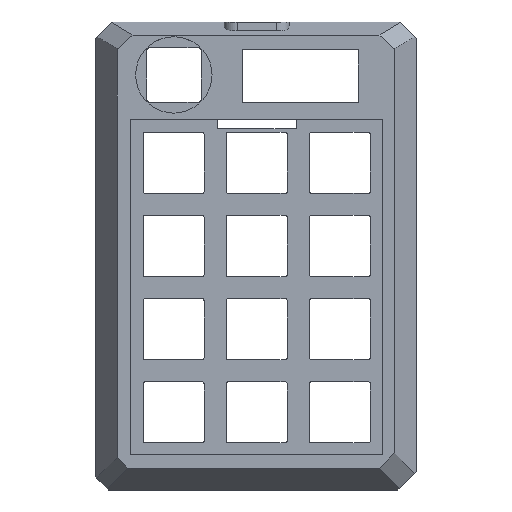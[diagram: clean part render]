
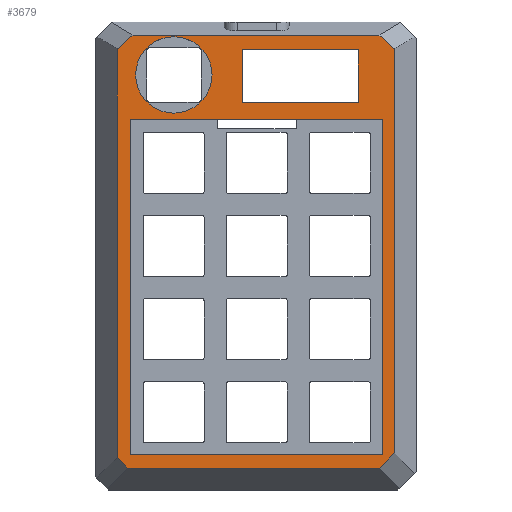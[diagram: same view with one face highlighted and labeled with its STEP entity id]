
A CAD part, top view. The second image highlights one B-rep face of the part: STEP entity #3679.
In plain terms, the highlighted planar face has unit normal (0, 0, 1).
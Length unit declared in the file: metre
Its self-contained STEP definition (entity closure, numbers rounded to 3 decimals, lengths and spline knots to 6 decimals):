
#81=CIRCLE('',#3886,0.00875);
#215=ORIENTED_EDGE('',*,*,#1323,.T.);
#216=ORIENTED_EDGE('',*,*,#1324,.T.);
#217=ORIENTED_EDGE('',*,*,#1325,.F.);
#218=ORIENTED_EDGE('',*,*,#1326,.F.);
#219=ORIENTED_EDGE('',*,*,#1327,.F.);
#220=ORIENTED_EDGE('',*,*,#1328,.T.);
#221=ORIENTED_EDGE('',*,*,#1329,.T.);
#222=ORIENTED_EDGE('',*,*,#1330,.T.);
#223=ORIENTED_EDGE('',*,*,#1331,.T.);
#224=ORIENTED_EDGE('',*,*,#1332,.T.);
#225=ORIENTED_EDGE('',*,*,#1333,.T.);
#226=ORIENTED_EDGE('',*,*,#1334,.T.);
#227=ORIENTED_EDGE('',*,*,#1335,.T.);
#228=ORIENTED_EDGE('',*,*,#1336,.T.);
#229=ORIENTED_EDGE('',*,*,#1337,.F.);
#230=ORIENTED_EDGE('',*,*,#1338,.F.);
#231=ORIENTED_EDGE('',*,*,#1339,.T.);
#1323=EDGE_CURVE('',#1877,#1878,#2249,.T.);
#1324=EDGE_CURVE('',#1878,#1879,#2250,.T.);
#1325=EDGE_CURVE('',#1880,#1879,#2251,.T.);
#1326=EDGE_CURVE('',#1877,#1880,#2252,.T.);
#1327=EDGE_CURVE('',#1881,#1881,#81,.T.);
#1328=EDGE_CURVE('',#1882,#1883,#2253,.T.);
#1329=EDGE_CURVE('',#1883,#1884,#2254,.T.);
#1330=EDGE_CURVE('',#1884,#1885,#2255,.T.);
#1331=EDGE_CURVE('',#1885,#1886,#2256,.T.);
#1332=EDGE_CURVE('',#1886,#1887,#2257,.T.);
#1333=EDGE_CURVE('',#1887,#1888,#2258,.F.);
#1334=EDGE_CURVE('',#1888,#1889,#2259,.T.);
#1335=EDGE_CURVE('',#1889,#1882,#2260,.F.);
#1336=EDGE_CURVE('',#1890,#1891,#2261,.T.);
#1337=EDGE_CURVE('',#1892,#1891,#2262,.T.);
#1338=EDGE_CURVE('',#1893,#1892,#2263,.T.);
#1339=EDGE_CURVE('',#1893,#1890,#2264,.T.);
#1877=VERTEX_POINT('',#5295);
#1878=VERTEX_POINT('',#5296);
#1879=VERTEX_POINT('',#5298);
#1880=VERTEX_POINT('',#5300);
#1881=VERTEX_POINT('',#5303);
#1882=VERTEX_POINT('',#5305);
#1883=VERTEX_POINT('',#5306);
#1884=VERTEX_POINT('',#5308);
#1885=VERTEX_POINT('',#5310);
#1886=VERTEX_POINT('',#5312);
#1887=VERTEX_POINT('',#5314);
#1888=VERTEX_POINT('',#5316);
#1889=VERTEX_POINT('',#5318);
#1890=VERTEX_POINT('',#5321);
#1891=VERTEX_POINT('',#5322);
#1892=VERTEX_POINT('',#5324);
#1893=VERTEX_POINT('',#5326);
#2249=LINE('',#5294,#2667);
#2250=LINE('',#5297,#2668);
#2251=LINE('',#5299,#2669);
#2252=LINE('',#5301,#2670);
#2253=LINE('',#5304,#2671);
#2254=LINE('',#5307,#2672);
#2255=LINE('',#5309,#2673);
#2256=LINE('',#5311,#2674);
#2257=LINE('',#5313,#2675);
#2258=LINE('',#5315,#2676);
#2259=LINE('',#5317,#2677);
#2260=LINE('',#5319,#2678);
#2261=LINE('',#5320,#2679);
#2262=LINE('',#5323,#2680);
#2263=LINE('',#5325,#2681);
#2264=LINE('',#5327,#2682);
#2667=VECTOR('',#4218,1.);
#2668=VECTOR('',#4219,1.);
#2669=VECTOR('',#4220,1.);
#2670=VECTOR('',#4221,1.);
#2671=VECTOR('',#4224,1.);
#2672=VECTOR('',#4225,1.);
#2673=VECTOR('',#4226,1.);
#2674=VECTOR('',#4227,1.);
#2675=VECTOR('',#4228,1.);
#2676=VECTOR('',#4229,1.);
#2677=VECTOR('',#4230,1.);
#2678=VECTOR('',#4231,1.);
#2679=VECTOR('',#4232,1.);
#2680=VECTOR('',#4233,1.);
#2681=VECTOR('',#4234,1.);
#2682=VECTOR('',#4235,1.);
#3085=EDGE_LOOP('',(#215,#216,#217,#218));
#3086=EDGE_LOOP('',(#219));
#3087=EDGE_LOOP('',(#220,#221,#222,#223,#224,#225,#226,#227));
#3088=EDGE_LOOP('',(#228,#229,#230,#231));
#3319=FACE_BOUND('',#3085,.T.);
#3320=FACE_BOUND('',#3086,.T.);
#3321=FACE_BOUND('',#3087,.T.);
#3322=FACE_BOUND('',#3088,.T.);
#3553=PLANE('',#3885);
#3679=ADVANCED_FACE('',(#3319,#3320,#3321,#3322),#3553,.T.);
#3885=AXIS2_PLACEMENT_3D('',#5293,#4216,#4217);
#3886=AXIS2_PLACEMENT_3D('',#5302,#4222,#4223);
#4216=DIRECTION('',(0.,0.,1.));
#4217=DIRECTION('',(1.,0.,0.));
#4218=DIRECTION('',(1.,0.,0.));
#4219=DIRECTION('',(0.,-1.,0.));
#4220=DIRECTION('',(1.,0.,0.));
#4221=DIRECTION('',(0.,-1.,0.));
#4222=DIRECTION('',(0.,0.,1.));
#4223=DIRECTION('',(1.,0.,0.));
#4224=DIRECTION('',(0.,1.,0.));
#4225=DIRECTION('',(-0.749,0.663,0.));
#4226=DIRECTION('',(-1.,0.,0.));
#4227=DIRECTION('',(-0.749,-0.663,0.));
#4228=DIRECTION('',(0.,-1.,0.));
#4229=DIRECTION('',(-0.707,0.707,0.));
#4230=DIRECTION('',(1.,0.,0.));
#4231=DIRECTION('',(-0.707,-0.707,0.));
#4232=DIRECTION('',(0.,1.,0.));
#4233=DIRECTION('',(-1.,0.,0.));
#4234=DIRECTION('',(0.,1.,0.));
#4235=DIRECTION('',(-1.,0.,0.));
#5293=CARTESIAN_POINT('',(0.,-0.0015,0.0115));
#5294=CARTESIAN_POINT('',(-0.018822,0.029824,0.0115));
#5295=CARTESIAN_POINT('',(-0.028775,0.029824,0.0115));
#5296=CARTESIAN_POINT('',(0.029075,0.029824,0.0115));
#5297=CARTESIAN_POINT('',(0.029075,-0.00833,0.0115));
#5298=CARTESIAN_POINT('',(0.029075,-0.046983,0.0115));
#5299=CARTESIAN_POINT('',(0.,-0.046983,0.0115));
#5300=CARTESIAN_POINT('',(-0.028775,-0.046983,0.0115));
#5301=CARTESIAN_POINT('',(-0.028775,-0.00833,0.0115));
#5302=CARTESIAN_POINT('',(-0.01882,0.039985,0.0115));
#5303=CARTESIAN_POINT('',(-0.01007,0.039985,0.0115));
#5304=CARTESIAN_POINT('',(0.031775,-0.0015,0.0115));
#5305=CARTESIAN_POINT('',(0.031775,-0.046646,0.0115));
#5306=CARTESIAN_POINT('',(0.031775,0.045938,0.0115));
#5307=CARTESIAN_POINT('',(0.037506,0.040865,0.0115));
#5308=CARTESIAN_POINT('',(0.028186,0.049116,0.0115));
#5309=CARTESIAN_POINT('',(-0.031775,0.049116,0.0115));
#5310=CARTESIAN_POINT('',(-0.028186,0.049116,0.0115));
#5311=CARTESIAN_POINT('',(-0.037506,0.040865,0.0115));
#5312=CARTESIAN_POINT('',(-0.031775,0.045938,0.0115));
#5313=CARTESIAN_POINT('',(-0.031775,-0.0015,0.0115));
#5314=CARTESIAN_POINT('',(-0.031775,-0.047674,0.0115));
#5315=CARTESIAN_POINT('',(-0.038975,-0.040475,0.0115));
#5316=CARTESIAN_POINT('',(-0.029334,-0.050116,0.0115));
#5317=CARTESIAN_POINT('',(0.,-0.050116,0.0115));
#5318=CARTESIAN_POINT('',(0.028305,-0.050116,0.0115));
#5319=CARTESIAN_POINT('',(0.03846,-0.03996,0.0115));
#5320=CARTESIAN_POINT('',(-0.003169,0.033718,0.0115));
#5321=CARTESIAN_POINT('',(-0.003169,0.03372,0.0115));
#5322=CARTESIAN_POINT('',(-0.003169,0.04572,0.0115));
#5323=CARTESIAN_POINT('',(0.016355,0.04572,0.0115));
#5324=CARTESIAN_POINT('',(0.023481,0.04572,0.0115));
#5325=CARTESIAN_POINT('',(0.023481,0.03972,0.0115));
#5326=CARTESIAN_POINT('',(0.023481,0.03372,0.0115));
#5327=CARTESIAN_POINT('',(0.016355,0.03372,0.0115));
